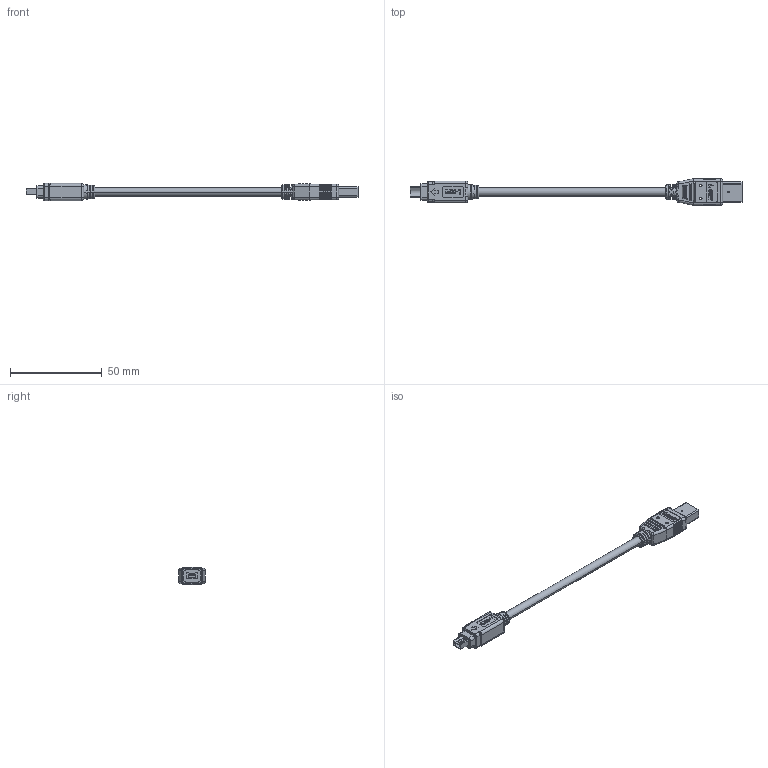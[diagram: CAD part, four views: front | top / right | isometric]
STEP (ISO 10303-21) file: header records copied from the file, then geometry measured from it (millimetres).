
FILE_DESCRIPTION (( 'STEP AP203' ), '1' );
FILE_NAME ('CSM94-05M2.STEP', '2006-06-23T18:25:29', ( 'lcom' ), ( 'lcom' ), 'SwSTEP 2.0', 'SolidWorks 2006004', '' );
FILE_SCHEMA (( 'CONFIG_CONTROL_DESIGN' ));
Products named in the file (6): 3AB18-001; MTN-001; CSM94-05M2; MTN-004; CSM94-MA3; MTN-004-MA1
Assembly tree (5 placements, depth 2):
  CSM94-05M2
    3AB18-001
    MTN-004-MA1
    CSM94-MA3
    MTN-001
    MTN-004
Bounding box: 181.4 x 14.5 x 9.4 mm (x, y, z)
Volume: 8064.2 mm3; surface area: 5853.1 mm2
Topology: 5 solids, 5 shells, 793 faces, 2119 edges, 1380 vertices
Faces by surface type: plane 449, bspline 179, cylinder 121, torus 40, cone 4
Entity records: 45413 total; most frequent: CARTESIAN_POINT 26013, ORIENTED_EDGE 4222, DIRECTION 3311, EDGE_CURVE 2111, VERTEX_POINT 1380, VECTOR 1299, LINE 1299, AXIS2_PLACEMENT_3D 1006
